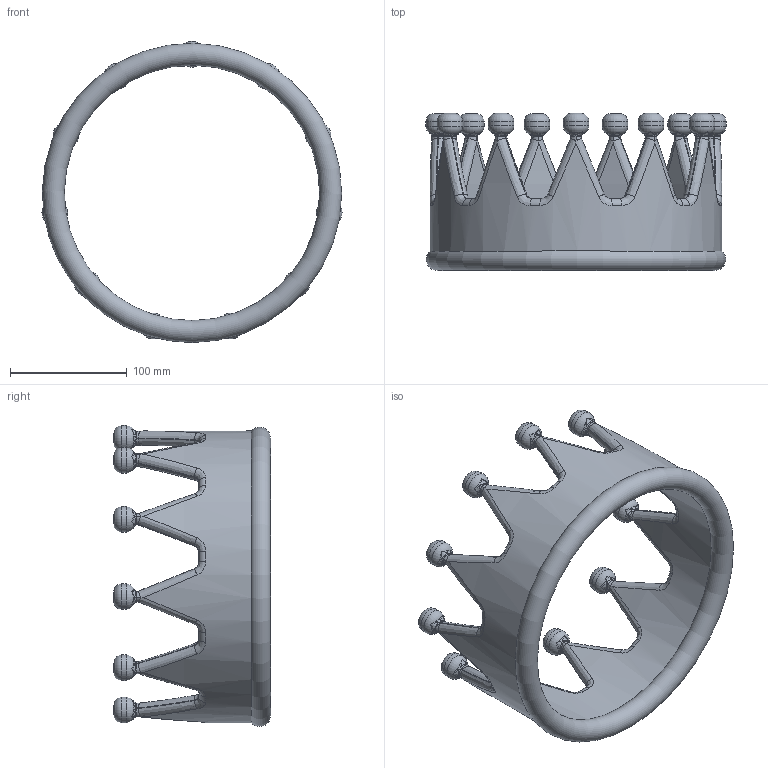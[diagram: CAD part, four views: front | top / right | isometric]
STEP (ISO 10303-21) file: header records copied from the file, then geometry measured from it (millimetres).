
FILE_DESCRIPTION(/* description */ ('STEP AP242','CAx-IF Rec.Pracs.---Representation and Presentation of Product Manufacturing Information (PMI)---4.0---2014-10-13','CAx-IF Rec.Pracs.---3D Tessellated Geometry---0.4---2014-09-14','2;1'),/* implementation_level */ '2;1');
FILE_NAME(/* name */ '6729689f9993ba524a64f2cd',/* time_stamp */ '2024-11-05T00:36:48Z',Zirb: Qefp exp lygbzq exp ql tfqe x jlsfb qefp drv fp fk. Qefkh xylrq fq. Tel tbxop x zoltk? Qefkh xylrq texq qexq zlria jbxk tfqe xii qeb lqebo zirbp.../* author */ (''),/* organization */ (''),/* preprocessor_version */ 'ST-DEVELOPER v20',/* originating_system */ 'ONSHAPE BY PTC INC, 1.189',/* authorisation */ ' ');
FILE_SCHEMA (('AP242_MANAGED_MODEL_BASED_3D_ENGINEERING_MIM_LF { 1 0 10303 442 1 1 4 }'));
Length unit declared in the file: millimetre
Products named in the file (1): Part 1
Bounding box: 257.08 x 134.52 x 257.94 mm (x, y, z)
Volume: 872057 mm3; surface area: 163186.5 mm2
Topology: 1 solids, 1 shells, 432 faces, 1051 edges, 575 vertices
Faces by surface type: bspline 308, torus 45, plane 44, cylinder 35
Full cylindrical faces by diameter (mm): 22 x11, 225 x1, 250 x1
Entity records: 19259 total; most frequent: CARTESIAN_POINT 8561, ORIENTED_EDGE 1918, DIRECTION 1158, EDGE_CURVE 959, VERTEX_POINT 562, AXIS2_PLACEMENT_3D 557, B_SPLINE_CURVE_WITH_KNOTS 483, EDGE_LOOP 467
